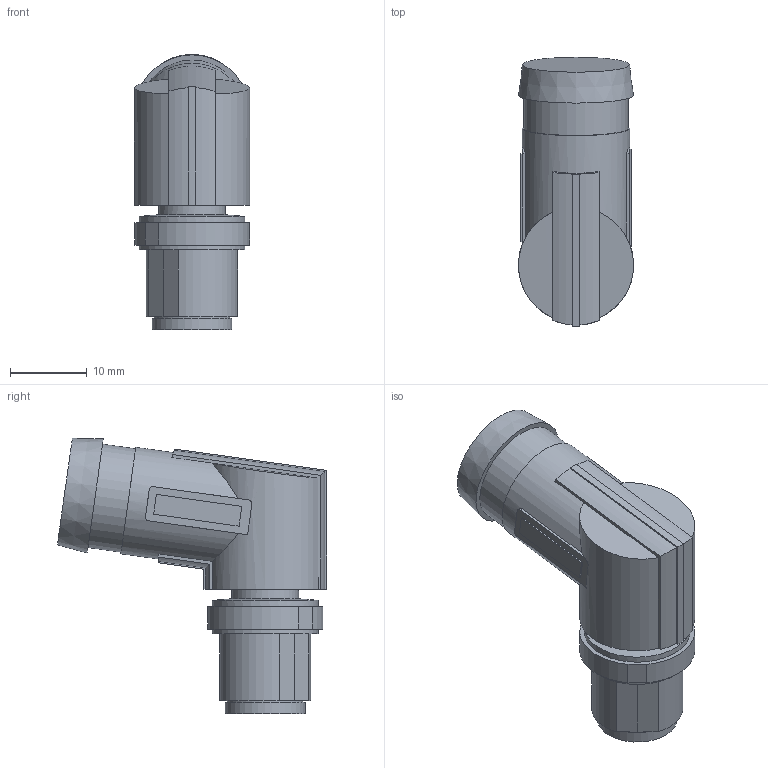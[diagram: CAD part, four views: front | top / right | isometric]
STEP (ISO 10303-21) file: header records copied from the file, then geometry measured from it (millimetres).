
FILE_DESCRIPTION(/* description */ ('CAx-IF Rec.Pracs.---Representation and Presentation of Product Manufacturing Information (PMI)---4.0---2014-10-13','CAx-IF Rec.Pracs.---3D Tessellated Geometry---0.4---2014-09-14','2;1'),/* implementation_level */ '2;1');
FILE_NAME(/* name */ '002709_A_1',/* time_stamp */ '2024-01-13T17:22:54+01:00',/* author */ (''),/* organization */ (''),/* preprocessor_version */ 'ST-DEVELOPER v18.102',/* originating_system */ 'SIEMENS PLM Software NX2206.1700',/* authorisation */ $);
FILE_SCHEMA (('AP242_MANAGED_MODEL_BASED_3D_ENGINEERING_MIM_LF { 1 0 10303 442 3 1 4 }'));
Length unit declared in the file: millimetre
Products named in the file (1): 002709_A_1
Bounding box: 15 x 35.07 x 35.85 mm (x, y, z)
Volume: 7419.4 mm3; surface area: 3461.1 mm2
Topology: 1 solids, 1 shells, 209 faces, 543 edges, 362 vertices
Faces by surface type: plane 113, cone 48, cylinder 45, bspline 3
Full cylindrical faces by diameter (mm): 0.6 x4, 1 x4, 1.15 x4, 8.7 x1, 10.4 x1, 13.6 x1, 13.8 x2, 14 x1
Entity records: 8290 total; most frequent: CARTESIAN_POINT 1706, DIRECTION 1068, ORIENTED_EDGE 1022, EDGE_CURVE 511, AXIS2_PLACEMENT_3D 420, VERTEX_POINT 352, EDGE_LOOP 257, FACE_BOUND 257
